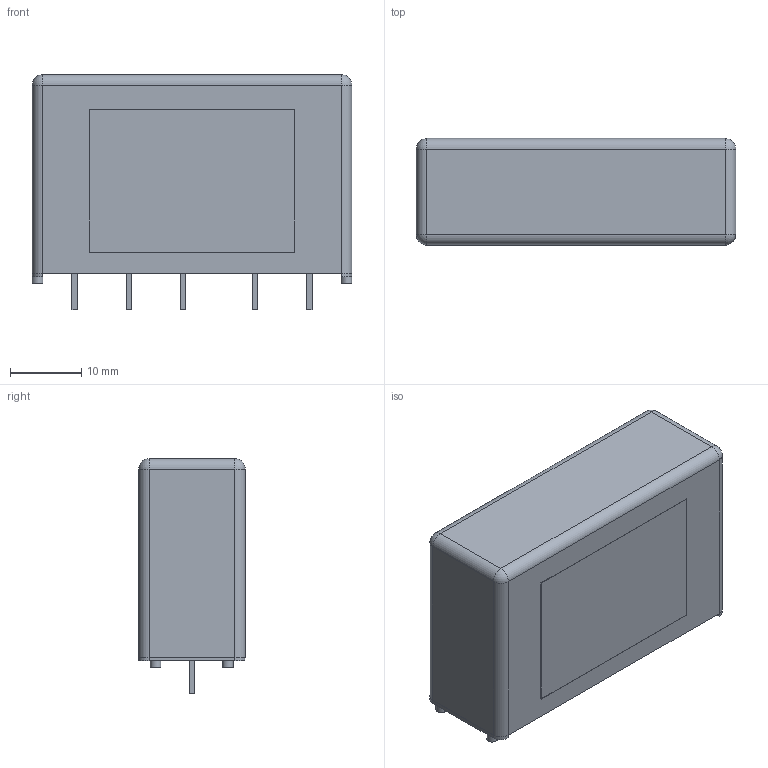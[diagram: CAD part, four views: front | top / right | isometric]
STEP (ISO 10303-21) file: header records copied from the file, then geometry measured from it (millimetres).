
FILE_DESCRIPTION(/* description */ (''),/* implementation_level */ '2;1');
FILE_NAME(/* name */ 'FIL_SCHAFFNER_FN 406.stp',/* time_stamp */ '2017-05-24T14:34:54+02:00',/* author */ ('jchouvet'),/* organization */ (''),/* preprocessor_version */ 'ST-DEVELOPER v16.1',/* originating_system */ 'AutoCAD Mechanical',/* authorisation */ '');
FILE_SCHEMA (('AUTOMOTIVE_DESIGN { 1 0 10303 214 3 1 1 }'));
Length unit declared in the file: millimetre
Products named in the file (1): Product
Bounding box: 45 x 15.09 x 33.1 mm (x, y, z)
Volume: 18864.2 mm3; surface area: 5961.2 mm2
Topology: 13 solids, 13 shells, 78 faces, 144 edges, 92 vertices
Faces by surface type: plane 58, cylinder 16, sphere 4
Full cylindrical faces by diameter (mm): 1.5 x4
Entity records: 1918 total; most frequent: DIRECTION 330, CARTESIAN_POINT 311, ORIENTED_EDGE 280, EDGE_CURVE 140, AXIS2_PLACEMENT_3D 111, LINE 108, VECTOR 108, VERTEX_POINT 92
